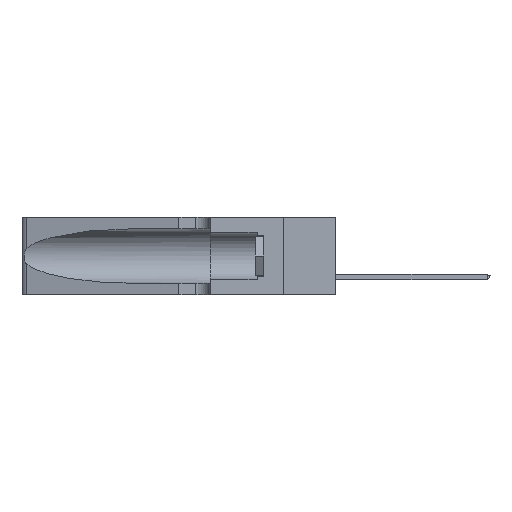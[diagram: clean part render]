
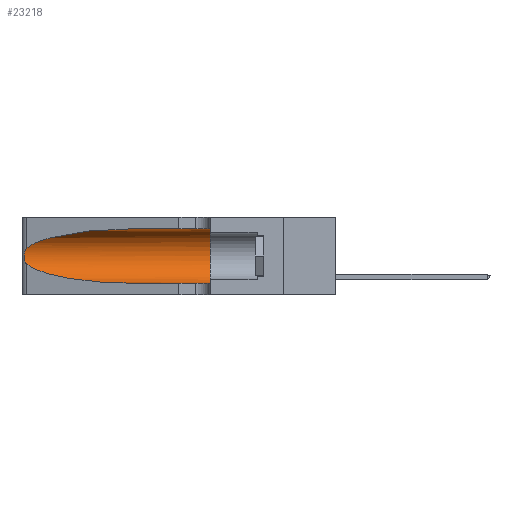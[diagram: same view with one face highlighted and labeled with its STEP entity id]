
A CAD part, left-side view. The second image highlights one B-rep face of the part: STEP entity #23218.
In plain terms, the highlighted cylindrical face has radius 3.308 mm (diameter 6.617 mm), a partial arc.
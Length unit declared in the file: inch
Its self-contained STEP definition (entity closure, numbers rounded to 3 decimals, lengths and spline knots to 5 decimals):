
#276 = VERTEX_POINT ( 'NONE', #22461 ) ;
#571 = CARTESIAN_POINT ( 'NONE',  ( 0.25487, 1.22718, 0.14631 ) ) ;
#638 = VERTEX_POINT ( 'NONE', #26224 ) ;
#680 = CARTESIAN_POINT ( 'NONE',  ( 0.1305, 0.35, 0.185 ) ) ;
#772 = CARTESIAN_POINT ( 'NONE',  ( 0.25639, 1.23186, 0.15144 ) ) ;
#1750 = CARTESIAN_POINT ( 'NONE',  ( 0.2373, 1.15595, 0.28018 ) ) ;
#2321 = CYLINDRICAL_SURFACE ( 'NONE', #15945, 0.13025 ) ;
#2607 = DIRECTION ( 'NONE',  ( 0., 1., 0. ) ) ;
#2984 = CARTESIAN_POINT ( 'NONE',  ( 0.26075, 1.23896, 0.19203 ) ) ;
#3221 = CARTESIAN_POINT ( 'NONE',  ( 0.1305, 0.35, 0.31525 ) ) ;
#4184 = DIRECTION ( 'NONE',  ( 0., -1., 0. ) ) ;
#4865 = DIRECTION ( 'NONE',  ( 0., 0., 1. ) ) ;
#5881 = CARTESIAN_POINT ( 'NONE',  ( 0.1305, 1.61858, 0.31525 ) ) ;
#7592 = CARTESIAN_POINT ( 'NONE',  ( 0.25854, 1.2359, 0.20912 ) ) ;
#8169 = FACE_OUTER_BOUND ( 'NONE', #21792, .T. ) ;
#8804 = CARTESIAN_POINT ( 'NONE',  ( 0.18966, 0.96281, 0.31525 ) ) ;
#9855 = CARTESIAN_POINT ( 'NONE',  ( 0.25555, 1.22994, 0.2215 ) ) ;
#9946 = EDGE_CURVE ( 'NONE', #25256, #15525, #23498, .T. ) ;
#9960 = CARTESIAN_POINT ( 'NONE',  ( 0.26018, 1.23835, 0.19895 ) ) ;
#10165 = DIRECTION ( 'NONE',  ( 0., -1., 0. ) ) ;
#10493 = EDGE_CURVE ( 'NONE', #638, #276, #11448, .T. ) ;
#10519 =( BOUNDED_CURVE ( )  B_SPLINE_CURVE ( 3, ( #27235, #8804, #1750, #24999 ),
 .UNSPECIFIED., .F., .F. ) 
 B_SPLINE_CURVE_WITH_KNOTS ( ( 4, 4 ),
 ( 1.5708, 2.84003 ),
 .UNSPECIFIED. ) 
 CURVE ( )  GEOMETRIC_REPRESENTATION_ITEM ( )  RATIONAL_B_SPLINE_CURVE ( ( 1., 0.87, 0.87, 1. ) ) 
 REPRESENTATION_ITEM ( '' )  );
#10698 = ORIENTED_EDGE ( 'NONE', *, *, #10493, .T. ) ;
#11106 = VERTEX_POINT ( 'NONE', #25438 ) ;
#11277 = VERTEX_POINT ( 'NONE', #24182 ) ;
#11388 = AXIS2_PLACEMENT_3D ( 'NONE', #680, #2607, #4865 ) ;
#11448 = B_SPLINE_CURVE_WITH_KNOTS ( 'NONE', 3,
 ( #24065, #9855, #14735, #14516, #7592, #9960, #2984, #28588, #28484, #14626, #16931, #772, #17032, #19343 ),
 .UNSPECIFIED., .F., .F.,
 ( 4, 2, 2, 2, 2, 2, 4 ),
 ( 0., 0.00027, 0.00053, 0.00107, 0.0016, 0.00187, 0.00214 ),
 .UNSPECIFIED. ) ;
#11592 = ORIENTED_EDGE ( 'NONE', *, *, #26832, .T. ) ;
#12214 = CARTESIAN_POINT ( 'NONE',  ( 0.18966, 0.96281, 0.05475 ) ) ;
#12548 = CARTESIAN_POINT ( 'NONE',  ( 0.1305, 0.72297, 0.31525 ) ) ;
#13571 = DIRECTION ( 'NONE',  ( 0., 0., -1. ) ) ;
#14516 = CARTESIAN_POINT ( 'NONE',  ( 0.25787, 1.23484, 0.2124 ) ) ;
#14626 = CARTESIAN_POINT ( 'NONE',  ( 0.25856, 1.23593, 0.16098 ) ) ;
#14735 = CARTESIAN_POINT ( 'NONE',  ( 0.25639, 1.23184, 0.21858 ) ) ;
#14874 = ORIENTED_EDGE ( 'NONE', *, *, #19045, .T. ) ;
#15030 = ORIENTED_EDGE ( 'NONE', *, *, #9946, .F. ) ;
#15525 = VERTEX_POINT ( 'NONE', #3221 ) ;
#15945 = AXIS2_PLACEMENT_3D ( 'NONE', #18096, #4184, #13571 ) ;
#16842 = VECTOR ( 'NONE', #20271, 39.37008 ) ;
#16931 = CARTESIAN_POINT ( 'NONE',  ( 0.25789, 1.23486, 0.15765 ) ) ;
#17032 = CARTESIAN_POINT ( 'NONE',  ( 0.25555, 1.22993, 0.14849 ) ) ;
#17648 = EDGE_CURVE ( 'NONE', #276, #11106, #26639, .T. ) ;
#18096 = CARTESIAN_POINT ( 'NONE',  ( 0.1305, 1.61858, 0.185 ) ) ;
#18829 = ORIENTED_EDGE ( 'NONE', *, *, #27794, .F. ) ;
#18938 = CARTESIAN_POINT ( 'NONE',  ( 0.2373, 1.15595, 0.08982 ) ) ;
#19045 = EDGE_CURVE ( 'NONE', #25256, #638, #10519, .T. ) ;
#19252 = CARTESIAN_POINT ( 'NONE',  ( 0.1305, 0.72297, 0.05475 ) ) ;
#19343 = CARTESIAN_POINT ( 'NONE',  ( 0.25487, 1.22718, 0.14631 ) ) ;
#20271 = DIRECTION ( 'NONE',  ( 0., -1., 0. ) ) ;
#20634 = VECTOR ( 'NONE', #10165, 39.37008 ) ;
#21546 = LINE ( 'NONE', #24731, #16842 ) ;
#21792 = EDGE_LOOP ( 'NONE', ( #14874, #10698, #29806, #11592, #18829, #15030 ) ) ;
#22461 = CARTESIAN_POINT ( 'NONE',  ( 0.25487, 1.22718, 0.14631 ) ) ;
#23218 = ADVANCED_FACE ( 'NONE', ( #8169 ), #2321, .F. ) ;
#23498 = LINE ( 'NONE', #5881, #20634 ) ;
#24065 = CARTESIAN_POINT ( 'NONE',  ( 0.25487, 1.22718, 0.22369 ) ) ;
#24182 = CARTESIAN_POINT ( 'NONE',  ( 0.1305, 0.35, 0.05475 ) ) ;
#24731 = CARTESIAN_POINT ( 'NONE',  ( 0.1305, 1.61858, 0.05475 ) ) ;
#24999 = CARTESIAN_POINT ( 'NONE',  ( 0.25487, 1.22718, 0.22369 ) ) ;
#25256 = VERTEX_POINT ( 'NONE', #12548 ) ;
#25438 = CARTESIAN_POINT ( 'NONE',  ( 0.1305, 0.72297, 0.05475 ) ) ;
#25829 = CIRCLE ( 'NONE', #11388, 0.13025 ) ;
#26224 = CARTESIAN_POINT ( 'NONE',  ( 0.25487, 1.22718, 0.22369 ) ) ;
#26639 =( BOUNDED_CURVE ( )  B_SPLINE_CURVE ( 3, ( #571, #18938, #12214, #19252 ),
 .UNSPECIFIED., .F., .F. ) 
 B_SPLINE_CURVE_WITH_KNOTS ( ( 4, 4 ),
 ( 3.44316, 4.71239 ),
 .UNSPECIFIED. ) 
 CURVE ( )  GEOMETRIC_REPRESENTATION_ITEM ( )  RATIONAL_B_SPLINE_CURVE ( ( 1., 0.87, 0.87, 1. ) ) 
 REPRESENTATION_ITEM ( '' )  );
#26832 = EDGE_CURVE ( 'NONE', #11106, #11277, #21546, .T. ) ;
#27235 = CARTESIAN_POINT ( 'NONE',  ( 0.1305, 0.72297, 0.31525 ) ) ;
#27794 = EDGE_CURVE ( 'NONE', #15525, #11277, #25829, .T. ) ;
#28484 = CARTESIAN_POINT ( 'NONE',  ( 0.26017, 1.23833, 0.17102 ) ) ;
#28588 = CARTESIAN_POINT ( 'NONE',  ( 0.26075, 1.23896, 0.178 ) ) ;
#29806 = ORIENTED_EDGE ( 'NONE', *, *, #17648, .T. ) ;
